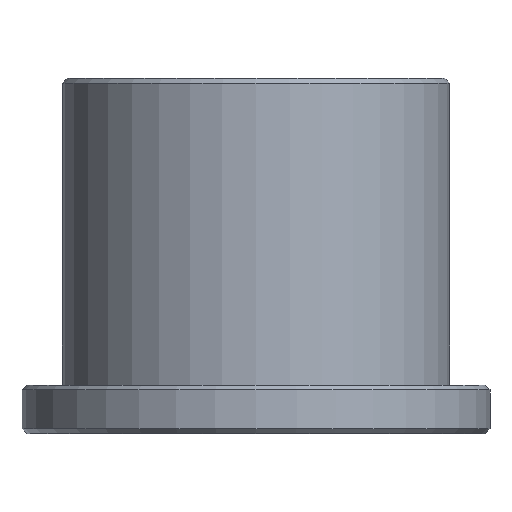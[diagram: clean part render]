
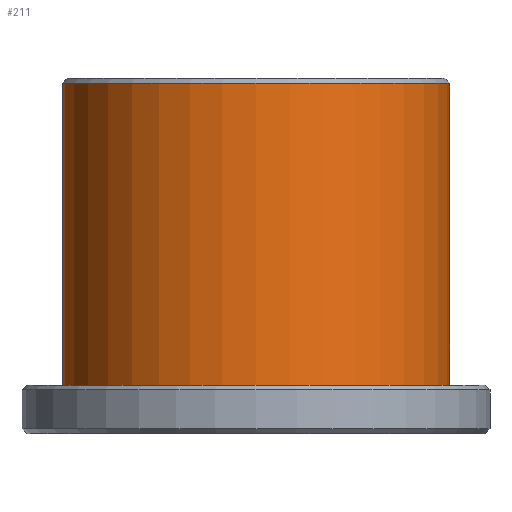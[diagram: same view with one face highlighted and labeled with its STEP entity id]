
A CAD part, front view. The second image highlights one B-rep face of the part: STEP entity #211.
In plain terms, the highlighted cylindrical face has radius 12 mm (diameter 24 mm), a partial arc.
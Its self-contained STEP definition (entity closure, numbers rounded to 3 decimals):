
#5 = ORIENTED_EDGE ( 'NONE', *, *, #409, .F. ) ;
#15 = VECTOR ( 'NONE', #1246, 1000. ) ;
#74 = VERTEX_POINT ( 'NONE', #547 ) ;
#103 = EDGE_CURVE ( 'NONE', #413, #749, #1166, .T. ) ;
#138 = EDGE_CURVE ( 'NONE', #589, #74, #1241, .T. ) ;
#211 = ADVANCED_FACE ( 'NONE', ( #1363 ), #1336, .T. ) ;
#231 = CIRCLE ( 'NONE', #528, 12. ) ;
#248 = DIRECTION ( 'NONE',  ( 0., 0., -1. ) ) ;
#257 = CARTESIAN_POINT ( 'NONE',  ( 0., 0., 21.7 ) ) ;
#316 = CARTESIAN_POINT ( 'NONE',  ( 12., 0., 3. ) ) ;
#318 = CARTESIAN_POINT ( 'NONE',  ( 0., 0., 22. ) ) ;
#358 = CARTESIAN_POINT ( 'NONE',  ( -12., 0., 22. ) ) ;
#366 = DIRECTION ( 'NONE',  ( 1., 0., 0. ) ) ;
#409 = EDGE_CURVE ( 'NONE', #749, #74, #525, .T. ) ;
#413 = VERTEX_POINT ( 'NONE', #816 ) ;
#525 = CIRCLE ( 'NONE', #1375, 12. ) ;
#528 = AXIS2_PLACEMENT_3D ( 'NONE', #257, #1024, #366 ) ;
#547 = CARTESIAN_POINT ( 'NONE',  ( -12., 0., 3. ) ) ;
#589 = VERTEX_POINT ( 'NONE', #1159 ) ;
#707 = DIRECTION ( 'NONE',  ( -1., 0., 0. ) ) ;
#710 = DIRECTION ( 'NONE',  ( 0., 0., -1. ) ) ;
#716 = CARTESIAN_POINT ( 'NONE',  ( 0., 0., 3. ) ) ;
#749 = VERTEX_POINT ( 'NONE', #316 ) ;
#816 = CARTESIAN_POINT ( 'NONE',  ( 12., 0., 21.7 ) ) ;
#848 = DIRECTION ( 'NONE',  ( -1., 0., 0. ) ) ;
#861 = AXIS2_PLACEMENT_3D ( 'NONE', #318, #951, #848 ) ;
#882 = EDGE_CURVE ( 'NONE', #413, #589, #231, .T. ) ;
#951 = DIRECTION ( 'NONE',  ( 0., 0., -1. ) ) ;
#1020 = CARTESIAN_POINT ( 'NONE',  ( 12., 0., 22. ) ) ;
#1024 = DIRECTION ( 'NONE',  ( 0., 0., -1. ) ) ;
#1031 = ORIENTED_EDGE ( 'NONE', *, *, #138, .T. ) ;
#1069 = ORIENTED_EDGE ( 'NONE', *, *, #103, .F. ) ;
#1131 = VECTOR ( 'NONE', #248, 1000. ) ;
#1159 = CARTESIAN_POINT ( 'NONE',  ( -12., 0., 21.7 ) ) ;
#1166 = LINE ( 'NONE', #1020, #15 ) ;
#1199 = ORIENTED_EDGE ( 'NONE', *, *, #882, .T. ) ;
#1237 = EDGE_LOOP ( 'NONE', ( #1069, #1199, #1031, #5 ) ) ;
#1241 = LINE ( 'NONE', #358, #1131 ) ;
#1246 = DIRECTION ( 'NONE',  ( 0., 0., -1. ) ) ;
#1336 = CYLINDRICAL_SURFACE ( 'NONE', #861, 12. ) ;
#1363 = FACE_OUTER_BOUND ( 'NONE', #1237, .T. ) ;
#1375 = AXIS2_PLACEMENT_3D ( 'NONE', #716, #710, #707 ) ;
